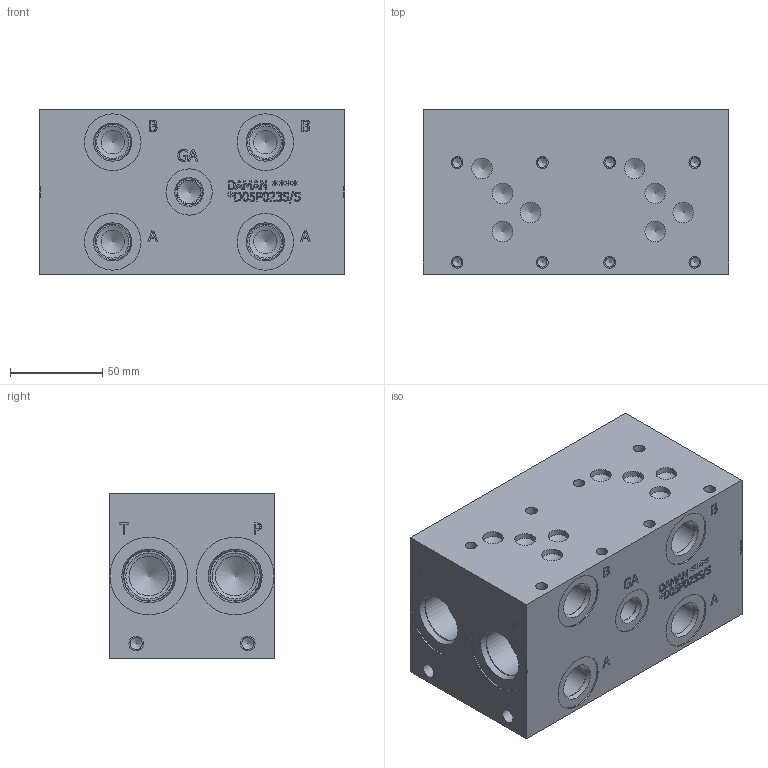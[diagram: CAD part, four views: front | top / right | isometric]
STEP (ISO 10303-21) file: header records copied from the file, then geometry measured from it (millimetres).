
FILE_DESCRIPTION(/* description */ (''),/* implementation_level */ '2;1');
FILE_NAME(/* name */ '_D05P023S_S.stp',/* time_stamp */ '2022-10-21T10:36:46-04:00',/* author */ ('mikeh'),/* organization */ (''),/* preprocessor_version */ 'ST-DEVELOPER v18',/* originating_system */ 'Autodesk Inventor 2020',/* authorisation */ '');
FILE_SCHEMA (('AUTOMOTIVE_DESIGN { 1 0 10303 214 3 1 1 }'));
Length unit declared in the file: millimetre
Products named in the file (1): Part_AD05P023S_S_3D
Bounding box: 165.1 x 88.9 x 88.9 mm (x, y, z)
Volume: 1170773.9 mm3; surface area: 100267.1 mm2
Topology: 1 solids, 1 shells, 688 faces, 1882 edges, 1275 vertices
Faces by surface type: plane 365, bspline 181, cylinder 83, cone 59
Full cylindrical faces by diameter (mm): 5.105 x8, 6.35 x8, 6.528 x4, 7.925 x4, 11.113 x1, 11.125 x7, 12.294 x1, 12.7 x4, 12.9 x1, 14.275 x1, 14.529 x1, 17.475 x1, 17.501 x4, 19.05 x4, 19.253 x4, 21.438 x4, 22.225 x1, 23.698 x1, 24.917 x4, 25.019 x1, 25.4 x1, 26.187 x1, 26.99 x4, 27.381 x1, 27.432 x4, 30.632 x4, 42.037 x4
Entity records: 23180 total; most frequent: CARTESIAN_POINT 6169, ORIENTED_EDGE 3704, DIRECTION 2821, EDGE_CURVE 1852, VERTEX_POINT 1275, LINE 1175, VECTOR 1175, AXIS2_PLACEMENT_3D 823
